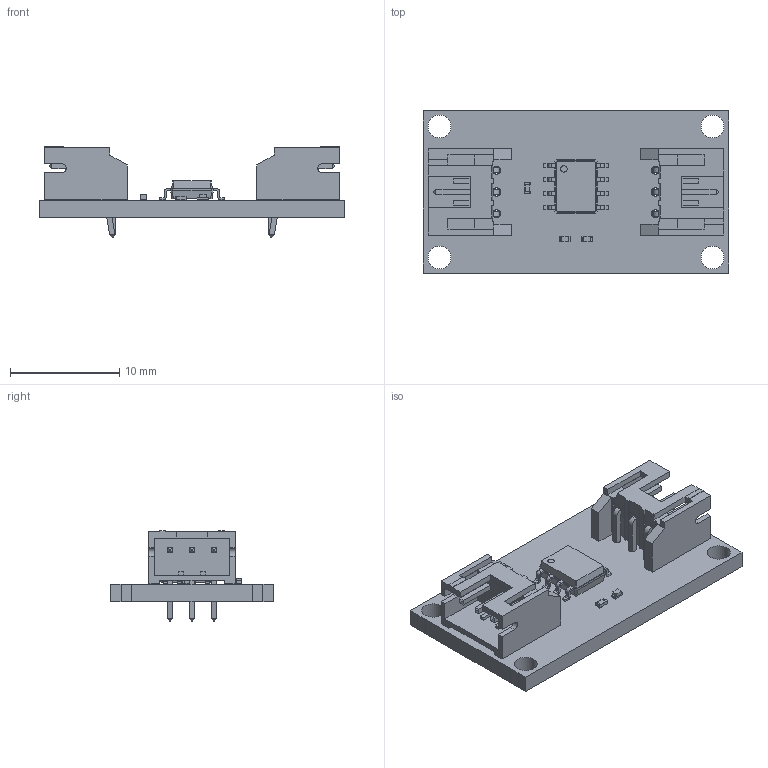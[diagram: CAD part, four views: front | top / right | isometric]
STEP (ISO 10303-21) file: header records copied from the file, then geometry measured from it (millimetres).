
FILE_DESCRIPTION(('KiCad electronic assembly'),'2;1');
FILE_NAME('V1.3 Temp Sensor.step','2024-12-17T22:04:19',('Pcbnew'),( 'Kicad'),'Open CASCADE STEP processor 7.8','KiCad to STEP converter' ,'Unknown');
FILE_SCHEMA(('AUTOMOTIVE_DESIGN { 1 0 10303 214 1 1 1 1 }'));
Length unit declared in the file: millimetre
Products named in the file (12): V1.3 Temp Sensor 1; JST_PH_S3B-PH-K_1x03_P2.00mm_Horizontal; JST_S3B_PH_K; C_0402_1005Metric; LED_0402_1005Metric; R_0402_1005Metric; SOIC-8_3.9x4.9mm_P1.27mm; SOIC_8_39x49mm_P127mm; _autosave-sensorboard_PCB
Assembly tree (12 placements, depth 3):
  V1.3 Temp Sensor 1
    JST_PH_S3B-PH-K_1x03_P2.00mm_Horizontal  x2
      JST_S3B_PH_K
    C_0402_1005Metric
      C_0402_1005Metric
    LED_0402_1005Metric
      LED_0402_1005Metric
    R_0402_1005Metric
      R_0402_1005Metric
    SOIC-8_3.9x4.9mm_P1.27mm
      SOIC_8_39x49mm_P127mm
    _autosave-sensorboard_PCB
Bounding box: 28 x 15 x 8.25 mm (x, y, z)
Volume: 920.6 mm3; surface area: 1871.6 mm2
Topology: 7 solids, 7 shells, 568 faces, 1530 edges, 984 vertices
Faces by surface type: plane 449, cylinder 87, bspline 32
Full cylindrical faces by diameter (mm): 0.6 x1, 0.75 x6, 2.1 x4
Entity records: 16074 total; most frequent: CARTESIAN_POINT 2431, ORIENTED_EDGE 2272, DIRECTION 2076, EDGE_CURVE 1136, LINE 946, VECTOR 946, VERTEX_POINT 728, AXIS2_PLACEMENT_3D 565
